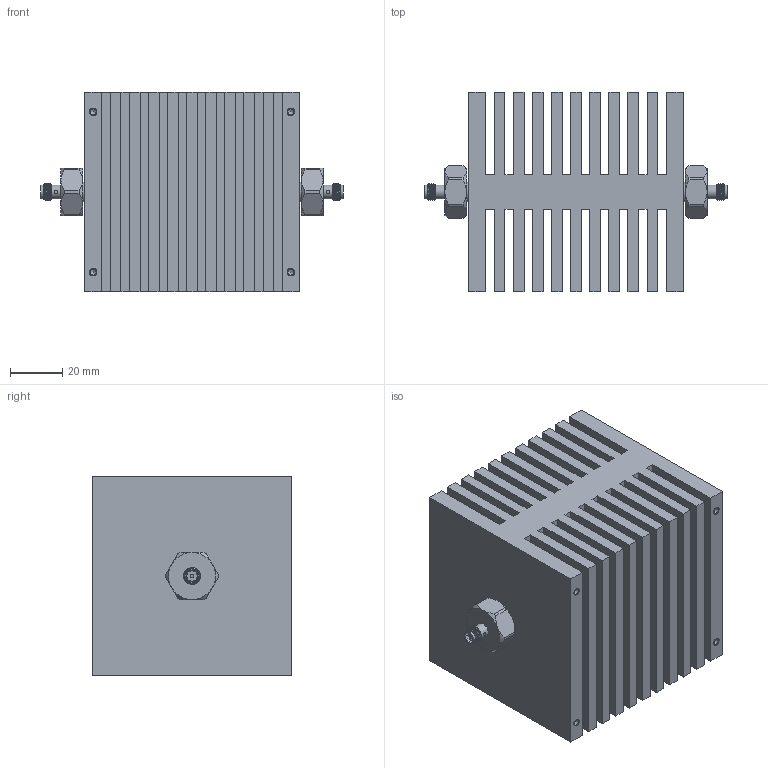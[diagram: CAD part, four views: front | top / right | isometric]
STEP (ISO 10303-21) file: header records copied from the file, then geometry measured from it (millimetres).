
FILE_DESCRIPTION (( 'STEP AP203' ), '1' );
FILE_NAME ('SA18SFSF50W-30.step', '2019-11-21T16:03:20', ( '' ), ( '' ), 'SwSTEP 2.0', 'SolidWorks 2018', '' );
FILE_SCHEMA (( 'CONFIG_CONTROL_DESIGN' ));
Length unit declared in the file: inch
Products named in the file (1): SA18SFSF50W-30
Bounding box: 115.57 x 76.2 x 76.2 mm (x, y, z)
Volume: 322577.1 mm3; surface area: 131194.4 mm2
Topology: 2 solids, 2 shells, 214 faces, 528 edges, 342 vertices
Faces by surface type: plane 122, cylinder 44, cone 42, bspline 6
Full cylindrical faces by diameter (mm): 1.016 x1, 1.27 x3, 2.261 x8, 2.845 x8, 4.521 x2, 5.334 x4, 7.572 x2
Entity records: 8275 total; most frequent: CARTESIAN_POINT 3463, ORIENTED_EDGE 944, DIRECTION 930, EDGE_CURVE 472, VERTEX_POINT 328, AXIS2_PLACEMENT_3D 327, EDGE_LOOP 282, LINE 276
